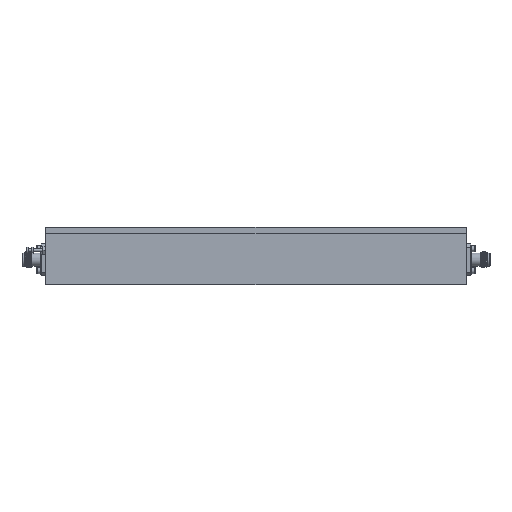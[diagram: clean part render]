
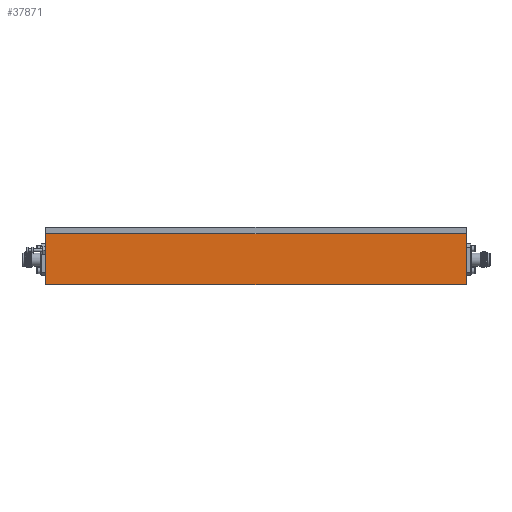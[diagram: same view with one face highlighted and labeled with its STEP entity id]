
A CAD part, front view. The second image highlights one B-rep face of the part: STEP entity #37871.
In plain terms, the highlighted planar face has unit normal (0, -1, 0).
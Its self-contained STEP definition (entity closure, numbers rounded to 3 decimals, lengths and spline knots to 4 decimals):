
#1176 = CARTESIAN_POINT ( 'NONE',  ( 3.36, -1.325, 0.3567 ) ) ;
#1440 = CARTESIAN_POINT ( 'NONE',  ( -3.36, -1.325, -0.4567 ) ) ;
#1487 = CARTESIAN_POINT ( 'NONE',  ( -3.36, -1.325, 0.3567 ) ) ;
#4047 = CARTESIAN_POINT ( 'NONE',  ( -3.36, -1.325, 0.4567 ) ) ;
#7766 = EDGE_CURVE ( 'NONE', #37505, #30786, #39557, .T. ) ;
#11177 = CARTESIAN_POINT ( 'NONE',  ( -3.36, -1.325, 0.4567 ) ) ;
#11255 = ORIENTED_EDGE ( 'NONE', *, *, #7766, .F. ) ;
#12212 = VECTOR ( 'NONE', #20381, 39.3701 ) ;
#13359 = CARTESIAN_POINT ( 'NONE',  ( -3.36, -1.325, 0.3567 ) ) ;
#14209 = ORIENTED_EDGE ( 'NONE', *, *, #15620, .T. ) ;
#14978 = VERTEX_POINT ( 'NONE', #16434 ) ;
#15136 = DIRECTION ( 'NONE',  ( 1., 0., 0. ) ) ;
#15620 = EDGE_CURVE ( 'NONE', #40855, #14978, #19204, .T. ) ;
#16080 = VECTOR ( 'NONE', #43720, 39.3701 ) ;
#16434 = CARTESIAN_POINT ( 'NONE',  ( 3.36, -1.325, -0.4567 ) ) ;
#17406 = ORIENTED_EDGE ( 'NONE', *, *, #17670, .F. ) ;
#17670 = EDGE_CURVE ( 'NONE', #30786, #14978, #32167, .T. ) ;
#17672 = FACE_OUTER_BOUND ( 'NONE', #27056, .T. ) ;
#19007 = LINE ( 'NONE', #4047, #45776 ) ;
#19204 = LINE ( 'NONE', #37919, #34089 ) ;
#20381 = DIRECTION ( 'NONE',  ( 1., 0., 0. ) ) ;
#22507 = PLANE ( 'NONE',  #39568 ) ;
#27056 = EDGE_LOOP ( 'NONE', ( #11255, #40942, #14209, #17406 ) ) ;
#30786 = VERTEX_POINT ( 'NONE', #1176 ) ;
#32167 = LINE ( 'NONE', #36360, #16080 ) ;
#33981 = DIRECTION ( 'NONE',  ( 0., 1., 0. ) ) ;
#34089 = VECTOR ( 'NONE', #15136, 39.3701 ) ;
#36360 = CARTESIAN_POINT ( 'NONE',  ( 3.36, -1.325, 0.4567 ) ) ;
#37505 = VERTEX_POINT ( 'NONE', #13359 ) ;
#37800 = DIRECTION ( 'NONE',  ( 0., 0., 1. ) ) ;
#37871 = ADVANCED_FACE ( 'NONE', ( #17672 ), #22507, .F. ) ;
#37919 = CARTESIAN_POINT ( 'NONE',  ( -3.36, -1.325, -0.4567 ) ) ;
#38362 = DIRECTION ( 'NONE',  ( 0., 0., -1. ) ) ;
#39557 = LINE ( 'NONE', #1487, #12212 ) ;
#39568 = AXIS2_PLACEMENT_3D ( 'NONE', #11177, #33981, #37800 ) ;
#40855 = VERTEX_POINT ( 'NONE', #1440 ) ;
#40942 = ORIENTED_EDGE ( 'NONE', *, *, #45226, .T. ) ;
#43720 = DIRECTION ( 'NONE',  ( 0., 0., -1. ) ) ;
#45226 = EDGE_CURVE ( 'NONE', #37505, #40855, #19007, .T. ) ;
#45776 = VECTOR ( 'NONE', #38362, 39.3701 ) ;
